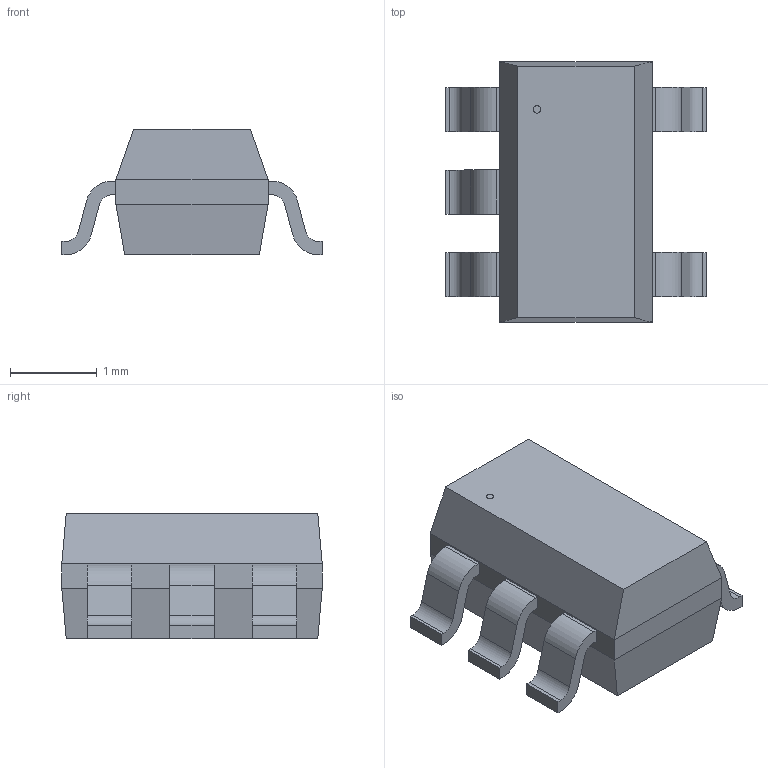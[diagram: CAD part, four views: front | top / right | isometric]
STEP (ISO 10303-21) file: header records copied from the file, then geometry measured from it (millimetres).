
FILE_DESCRIPTION(('FreeCAD Model'),'2;1');
FILE_NAME('Open CASCADE Shape Model','2025-02-24T21:36:55',(''),(''), 'Open CASCADE STEP processor 7.8','FreeCAD','Unknown');
FILE_SCHEMA(('AUTOMOTIVE_DESIGN { 1 0 10303 214 1 1 1 1 }'));
Length unit declared in the file: millimetre
Products named in the file (8): part007; part; part001; part002; part003; part004; part005; part006
Assembly tree (7 placements, depth 2):
  part007
    part
    part001
    part002
    part003
    part004
    part005
    part006
Bounding box: 3 x 3 x 1.45 mm (x, y, z)
Volume: 7.4 mm3; surface area: 29.7 mm2
Topology: 7 solids, 7 shells, 87 faces, 211 edges, 138 vertices
Faces by surface type: plane 66, cylinder 21
Full cylindrical faces by diameter (mm): 0.088 x1
Entity records: 3176 total; most frequent: CARTESIAN_POINT 445, DIRECTION 442, ORIENTED_EDGE 422, EDGE_CURVE 211, LINE 168, VECTOR 168, VERTEX_POINT 138, AXIS2_PLACEMENT_3D 137
